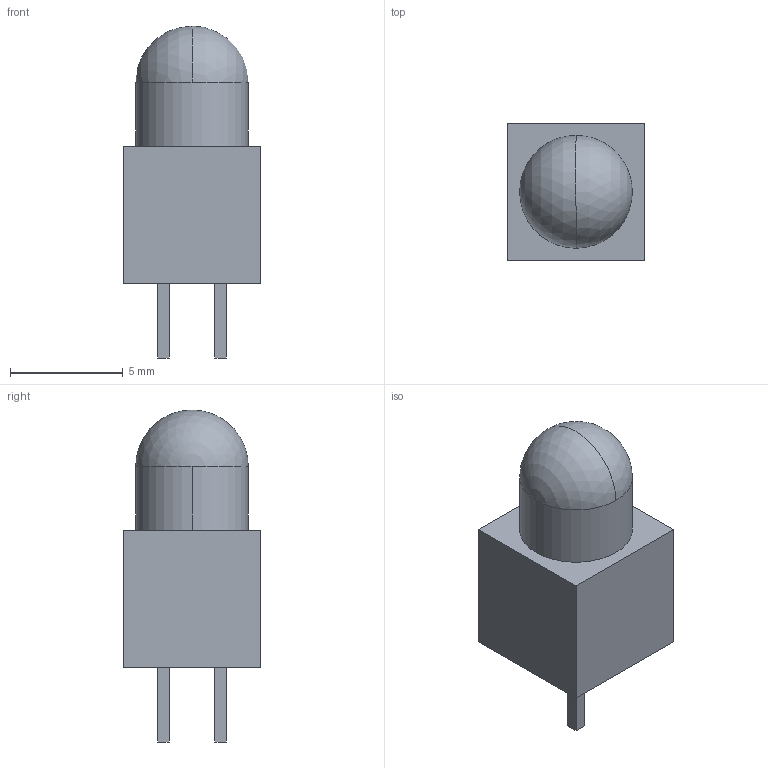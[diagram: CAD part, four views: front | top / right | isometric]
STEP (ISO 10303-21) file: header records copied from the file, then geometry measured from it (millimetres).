
FILE_DESCRIPTION(('FreeCAD Model'),'2;1');
FILE_NAME('L20161-ND.step', '2017-02-28T13:50:04',('kicad StepUp'),('ksu MCAD'), 'Open CASCADE STEP processor 6.8','FreeCAD','Unknown');
FILE_SCHEMA(('AUTOMOTIVE_DESIGN_CC2 { 1 2 10303 214 -1 1 5 4 }'));
Length unit declared in the file: millimetre
Products named in the file (1): L20161-ND
Bounding box: 6.1 x 6.1 x 14.73 mm (x, y, z)
Volume: 316.6 mm3; surface area: 300.5 mm2
Topology: 1 solids, 1 shells, 20 faces, 48 edges, 31 vertices
Faces by surface type: plane 16, sphere 2, cylinder 2
Entity records: 720 total; most frequent: CARTESIAN_POINT 98, DIRECTION 96, ORIENTED_EDGE 92, EDGE_CURVE 46, LINE 38, VECTOR 38, VERTEX_POINT 31, AXIS2_PLACEMENT_3D 29
